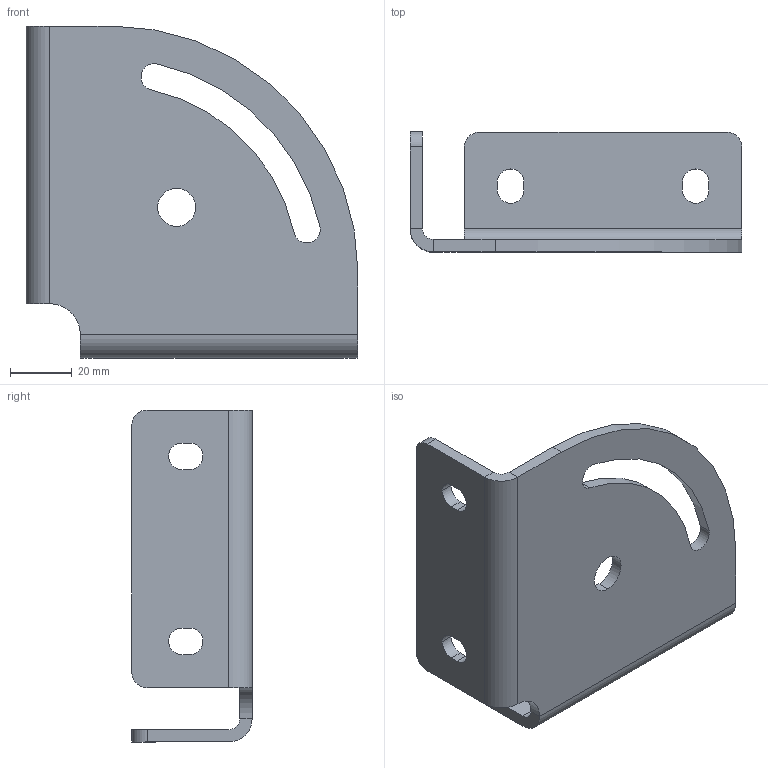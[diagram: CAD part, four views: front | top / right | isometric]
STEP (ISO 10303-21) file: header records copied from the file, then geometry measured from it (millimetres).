
FILE_DESCRIPTION (( 'STEP AP214' ), '1' );
FILE_NAME ('SNSD.30.52.46 Àäàïòåð äëÿ îïîðû 40,45(C11).STEP', '2015-03-23T08:59:55', ( 'XTreme.ws' ), ( 'XTreme.ws' ), 'SwSTEP 2.0', 'SolidWorks 2014', '' );
FILE_SCHEMA (( 'AUTOMOTIVE_DESIGN' ));
Length unit declared in the file: millimetre
Products named in the file (2): SNSD.30.52.46 Àäàïòåð äëÿ îïîðû 40,45(C11)
Bounding box: 107.6 x 39 x 107.6 mm (x, y, z)
Volume: 58523.8 mm3; surface area: 32682.5 mm2
Topology: 1 solids, 1 shells, 52 faces, 136 edges, 86 vertices
Faces by surface type: cylinder 27, plane 25
Entity records: 1675 total; most frequent: DIRECTION 298, CARTESIAN_POINT 276, ORIENTED_EDGE 272, EDGE_CURVE 136, AXIS2_PLACEMENT_3D 108, VERTEX_POINT 86, VECTOR 82, LINE 82
